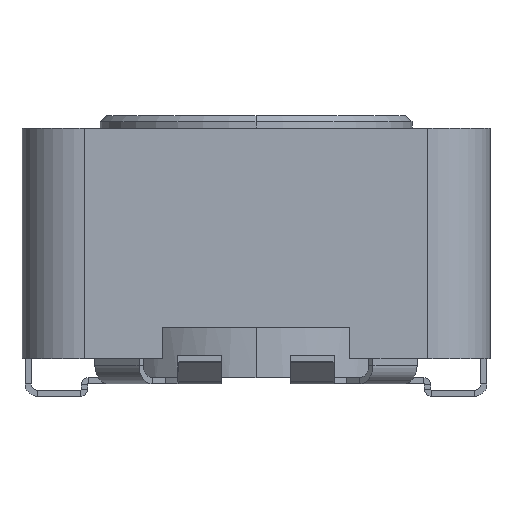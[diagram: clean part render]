
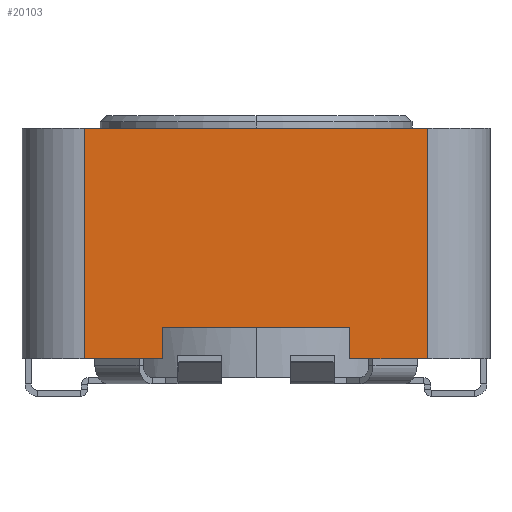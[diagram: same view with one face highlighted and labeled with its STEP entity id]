
A CAD part, left-side view. The second image highlights one B-rep face of the part: STEP entity #20103.
In plain terms, the highlighted planar face has unit normal (-1, 0, 0).
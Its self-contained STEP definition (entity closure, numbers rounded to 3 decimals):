
#247 = VERTEX_POINT ( 'NONE', #13541 ) ;
#617 = ORIENTED_EDGE ( 'NONE', *, *, #13260, .T. ) ;
#1191 = PLANE ( 'NONE',  #19637 ) ;
#1260 = CARTESIAN_POINT ( 'NONE',  ( -3.75, 1.5, 0.5 ) ) ;
#1663 = VERTEX_POINT ( 'NONE', #11535 ) ;
#2370 = DIRECTION ( 'NONE',  ( 0., 0., -1. ) ) ;
#2742 = VECTOR ( 'NONE', #2370, 1000. ) ;
#3945 = EDGE_CURVE ( 'NONE', #1663, #9674, #8351, .T. ) ;
#3988 = LINE ( 'NONE', #9965, #10747 ) ;
#4202 = VERTEX_POINT ( 'NONE', #1260 ) ;
#4944 = EDGE_CURVE ( 'NONE', #10582, #247, #8076, .T. ) ;
#5069 = VECTOR ( 'NONE', #16283, 1000. ) ;
#5295 = LINE ( 'NONE', #22918, #24759 ) ;
#5754 = EDGE_LOOP ( 'NONE', ( #617, #15576, #22495, #7527, #19987, #18677, #14566, #25389 ) ) ;
#6230 = DIRECTION ( 'NONE',  ( 0., -1., 0. ) ) ;
#6268 = DIRECTION ( 'NONE',  ( 0., -1., 0. ) ) ;
#6411 = CARTESIAN_POINT ( 'NONE',  ( -3.75, 2.75, 3.7 ) ) ;
#7064 = EDGE_CURVE ( 'NONE', #9674, #4202, #3988, .T. ) ;
#7221 = CARTESIAN_POINT ( 'NONE',  ( -3.75, 1.5, 0. ) ) ;
#7527 = ORIENTED_EDGE ( 'NONE', *, *, #7064, .F. ) ;
#7602 = CARTESIAN_POINT ( 'NONE',  ( -3.75, 2.75, 3.7 ) ) ;
#8037 = EDGE_CURVE ( 'NONE', #12500, #10582, #12282, .T. ) ;
#8076 = LINE ( 'NONE', #24006, #2742 ) ;
#8351 = LINE ( 'NONE', #18531, #5069 ) ;
#9130 = DIRECTION ( 'NONE',  ( 0., 1., 0. ) ) ;
#9242 = DIRECTION ( 'NONE',  ( 1., 0., 0. ) ) ;
#9674 = VERTEX_POINT ( 'NONE', #19695 ) ;
#9965 = CARTESIAN_POINT ( 'NONE',  ( -3.75, 1.5, 0.5 ) ) ;
#10582 = VERTEX_POINT ( 'NONE', #25030 ) ;
#10747 = VECTOR ( 'NONE', #24194, 1000. ) ;
#11020 = DIRECTION ( 'NONE',  ( 0., 0., -1. ) ) ;
#11115 = VECTOR ( 'NONE', #15545, 1000. ) ;
#11535 = CARTESIAN_POINT ( 'NONE',  ( -3.75, -1.5, 0. ) ) ;
#11779 = EDGE_CURVE ( 'NONE', #1663, #247, #24237, .T. ) ;
#12282 = LINE ( 'NONE', #6411, #24075 ) ;
#12315 = CARTESIAN_POINT ( 'NONE',  ( -3.75, 2.75, 0. ) ) ;
#12331 = VECTOR ( 'NONE', #6268, 1000. ) ;
#12500 = VERTEX_POINT ( 'NONE', #21025 ) ;
#12709 = EDGE_CURVE ( 'NONE', #24640, #14865, #19843, .T. ) ;
#13260 = EDGE_CURVE ( 'NONE', #12500, #24640, #23272, .T. ) ;
#13541 = CARTESIAN_POINT ( 'NONE',  ( -3.75, -2.75, 0. ) ) ;
#14566 = ORIENTED_EDGE ( 'NONE', *, *, #4944, .F. ) ;
#14865 = VERTEX_POINT ( 'NONE', #7221 ) ;
#15245 = VECTOR ( 'NONE', #6230, 1000. ) ;
#15545 = DIRECTION ( 'NONE',  ( 0., 0., -1. ) ) ;
#15576 = ORIENTED_EDGE ( 'NONE', *, *, #12709, .T. ) ;
#15915 = CARTESIAN_POINT ( 'NONE',  ( -3.75, 2.75, 0. ) ) ;
#16283 = DIRECTION ( 'NONE',  ( 0., 0., 1. ) ) ;
#17030 = EDGE_CURVE ( 'NONE', #4202, #14865, #5295, .T. ) ;
#17472 = FACE_OUTER_BOUND ( 'NONE', #5754, .T. ) ;
#17587 = CARTESIAN_POINT ( 'NONE',  ( -3.75, 2.75, 3.7 ) ) ;
#18531 = CARTESIAN_POINT ( 'NONE',  ( -3.75, -1.5, 0. ) ) ;
#18677 = ORIENTED_EDGE ( 'NONE', *, *, #11779, .T. ) ;
#19637 = AXIS2_PLACEMENT_3D ( 'NONE', #17587, #9242, #9130 ) ;
#19695 = CARTESIAN_POINT ( 'NONE',  ( -3.75, -1.5, 0.5 ) ) ;
#19843 = LINE ( 'NONE', #15915, #12331 ) ;
#19987 = ORIENTED_EDGE ( 'NONE', *, *, #3945, .F. ) ;
#20103 = ADVANCED_FACE ( 'NONE', ( #17472 ), #1191, .F. ) ;
#20268 = DIRECTION ( 'NONE',  ( 0., -1., 0. ) ) ;
#21025 = CARTESIAN_POINT ( 'NONE',  ( -3.75, 2.75, 3.7 ) ) ;
#22287 = CARTESIAN_POINT ( 'NONE',  ( -3.75, 2.75, 0. ) ) ;
#22495 = ORIENTED_EDGE ( 'NONE', *, *, #17030, .F. ) ;
#22918 = CARTESIAN_POINT ( 'NONE',  ( -3.75, 1.5, 0. ) ) ;
#23272 = LINE ( 'NONE', #7602, #11115 ) ;
#24006 = CARTESIAN_POINT ( 'NONE',  ( -3.75, -2.75, 3.7 ) ) ;
#24075 = VECTOR ( 'NONE', #20268, 1000. ) ;
#24194 = DIRECTION ( 'NONE',  ( 0., 1., 0. ) ) ;
#24237 = LINE ( 'NONE', #22287, #15245 ) ;
#24640 = VERTEX_POINT ( 'NONE', #12315 ) ;
#24759 = VECTOR ( 'NONE', #11020, 1000. ) ;
#25030 = CARTESIAN_POINT ( 'NONE',  ( -3.75, -2.75, 3.7 ) ) ;
#25389 = ORIENTED_EDGE ( 'NONE', *, *, #8037, .F. ) ;
